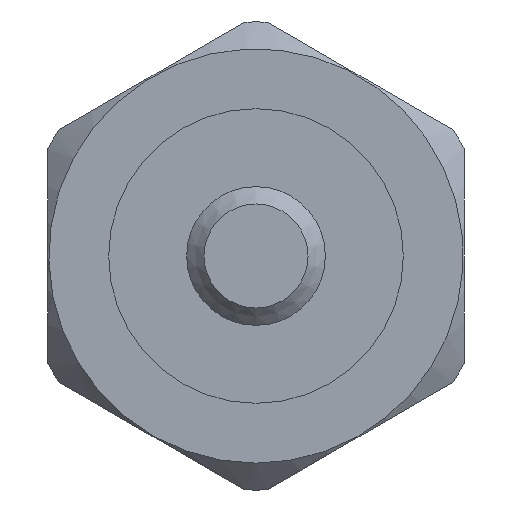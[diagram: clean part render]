
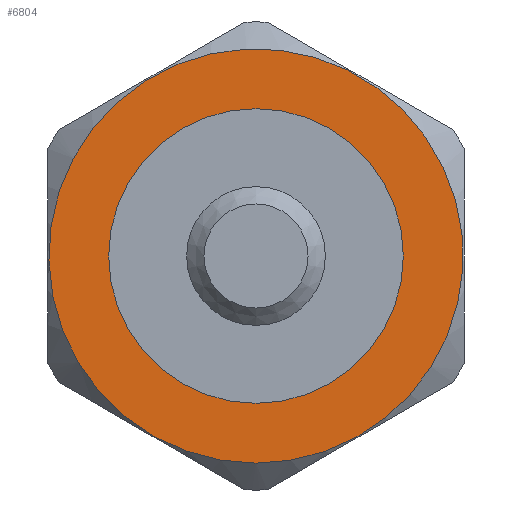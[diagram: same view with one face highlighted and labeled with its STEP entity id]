
A CAD part, front view. The second image highlights one B-rep face of the part: STEP entity #6804.
In plain terms, the highlighted planar face has unit normal (0, -1, 0).
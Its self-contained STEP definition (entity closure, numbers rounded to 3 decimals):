
#711 = CIRCLE ( 'NONE', #5201, 8.5 ) ;
#1086 = DIRECTION ( 'NONE',  ( 0., 0., -1. ) ) ;
#1494 = CIRCLE ( 'NONE', #2555, 11.95 ) ;
#1715 = EDGE_LOOP ( 'NONE', ( #8099 ) ) ;
#1847 = VERTEX_POINT ( 'NONE', #4215 ) ;
#2033 = EDGE_CURVE ( 'NONE', #5459, #5459, #711, .T. ) ;
#2392 = DIRECTION ( 'NONE',  ( 0., -1., 0. ) ) ;
#2555 = AXIS2_PLACEMENT_3D ( 'NONE', #6697, #7264, #1086 ) ;
#2794 = AXIS2_PLACEMENT_3D ( 'NONE', #7488, #6290, #4349 ) ;
#3688 = ORIENTED_EDGE ( 'NONE', *, *, #2033, .F. ) ;
#4215 = CARTESIAN_POINT ( 'NONE',  ( 0., -14.35, -11.95 ) ) ;
#4349 = DIRECTION ( 'NONE',  ( 1., 0., 0. ) ) ;
#4929 = DIRECTION ( 'NONE',  ( 0., 0., -1. ) ) ;
#4979 = PLANE ( 'NONE',  #2794 ) ;
#5201 = AXIS2_PLACEMENT_3D ( 'NONE', #7522, #2392, #4929 ) ;
#5459 = VERTEX_POINT ( 'NONE', #6645 ) ;
#5591 = FACE_BOUND ( 'NONE', #7907, .T. ) ;
#6163 = FACE_OUTER_BOUND ( 'NONE', #1715, .T. ) ;
#6290 = DIRECTION ( 'NONE',  ( 0., 1., 0. ) ) ;
#6645 = CARTESIAN_POINT ( 'NONE',  ( 0., -14.35, -8.5 ) ) ;
#6697 = CARTESIAN_POINT ( 'NONE',  ( 0., -14.35, 0. ) ) ;
#6804 = ADVANCED_FACE ( 'NONE', ( #5591, #6163 ), #4979, .F. ) ;
#7264 = DIRECTION ( 'NONE',  ( 0., -1., 0. ) ) ;
#7488 = CARTESIAN_POINT ( 'NONE',  ( 8.5, -14.35, 0. ) ) ;
#7522 = CARTESIAN_POINT ( 'NONE',  ( 0., -14.35, 0. ) ) ;
#7907 = EDGE_LOOP ( 'NONE', ( #3688 ) ) ;
#7942 = EDGE_CURVE ( 'NONE', #1847, #1847, #1494, .T. ) ;
#8099 = ORIENTED_EDGE ( 'NONE', *, *, #7942, .T. ) ;
